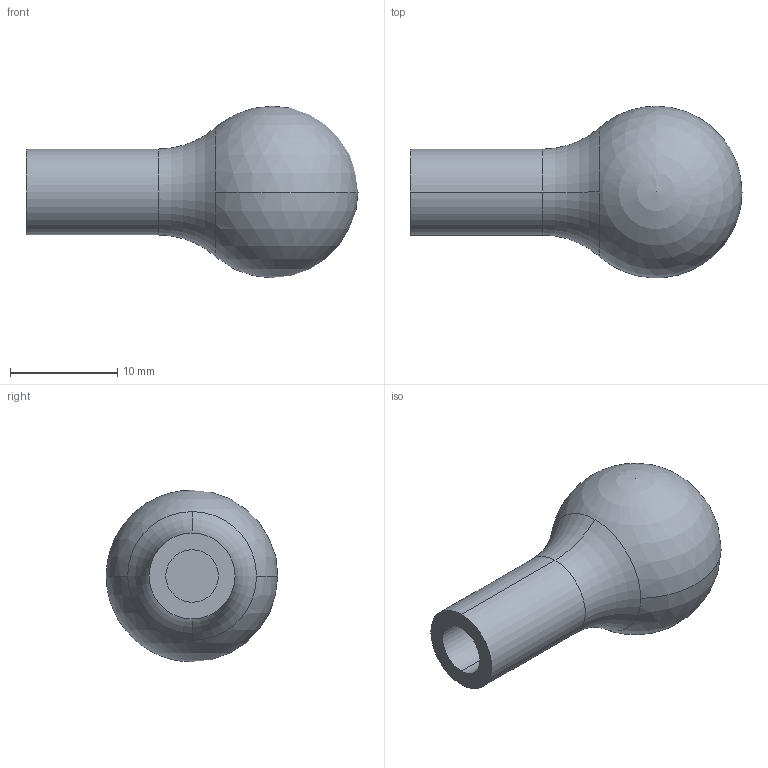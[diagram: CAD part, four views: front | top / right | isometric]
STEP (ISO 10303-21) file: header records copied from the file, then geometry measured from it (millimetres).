
FILE_DESCRIPTION (( 'STEP AP214' ), '1' );
FILE_NAME ('eXplora_VTOL_Vertical_Stabilizer_Tube_Cap_Up-Down.STEP', '2022-10-24T09:20:58', ( '' ), ( '' ), 'SwSTEP 2.0', 'SolidWorks 2021', '' );
FILE_SCHEMA (( 'AUTOMOTIVE_DESIGN' ));
Length unit declared in the file: millimetre
Products named in the file (1): eXplora_VTOL_Vertical_Stabilizer_Tube_Cap_Up-Down
Bounding box: 30.93 x 15.98 x 16 mm (x, y, z)
Volume: 2436.9 mm3; surface area: 1628.5 mm2
Topology: 1 solids, 1 shells, 10 faces, 25 edges, 16 vertices
Faces by surface type: cylinder 4, torus 2, sphere 2, plane 2
Entity records: 306 total; most frequent: DIRECTION 58, CARTESIAN_POINT 44, ORIENTED_EDGE 40, AXIS2_PLACEMENT_3D 27, EDGE_CURVE 20, CIRCLE 16, VERTEX_POINT 13, EDGE_LOOP 11
